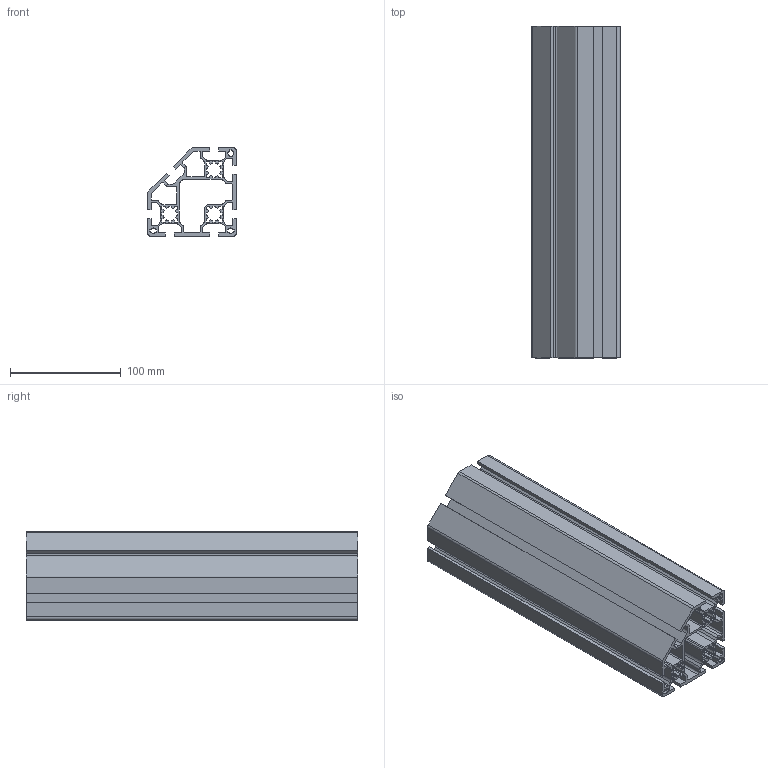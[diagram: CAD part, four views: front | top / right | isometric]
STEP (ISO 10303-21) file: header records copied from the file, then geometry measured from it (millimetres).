
FILE_DESCRIPTION (( 'STEP AP214' ), '1' );
FILE_NAME ('1727977459722.step', '2024-10-03T17:44:22', ( 'Windows User' ), ( '' ), 'SwSTEP 2.0', 'SolidWorks 2011', '' );
FILE_SCHEMA (( 'AUTOMOTIVE_DESIGN' ));
Length unit declared in the file: millimetre
Products named in the file (2): 1.11.080080.78LPx300.00(1); 1727977459722
Assembly tree (1 placements, depth 2):
  1727977459722
    1.11.080080.78LPx300.00(1)
Bounding box: 80 x 300 x 80 mm (x, y, z)
Volume: 432703.7 mm3; surface area: 370085.4 mm2
Topology: 1 solids, 1 shells, 359 faces, 1071 edges, 714 vertices
Faces by surface type: plane 232, cylinder 127
Entity records: 12161 total; most frequent: CARTESIAN_POINT 2148, ORIENTED_EDGE 2142, DIRECTION 2051, EDGE_CURVE 1071, LINE 817, VECTOR 817, VERTEX_POINT 714, AXIS2_PLACEMENT_3D 617
